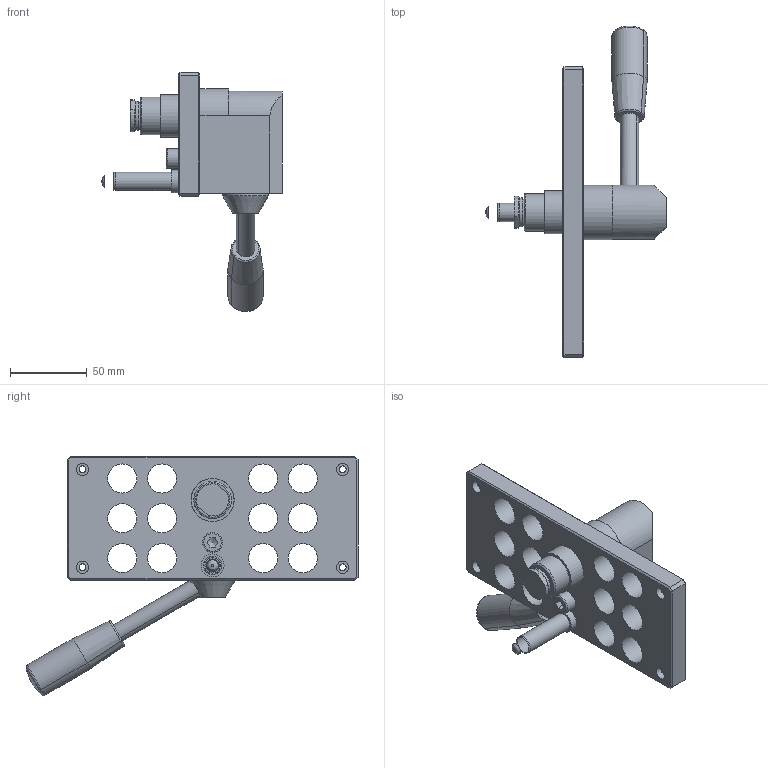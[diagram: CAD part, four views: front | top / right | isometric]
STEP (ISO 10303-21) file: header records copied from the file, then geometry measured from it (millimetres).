
FILE_DESCRIPTION(/* description */ (''),/* implementation_level */ '2;1');
FILE_NAME(/* name */ 'MKMH12.stp',/* time_stamp */ '2023-04-25T09:45:26+02:00',/* author */ ('meier'),/* organization */ (''),/* preprocessor_version */ 'ST-DEVELOPER v18.1',/* originating_system */ 'Autodesk Inventor 2022',/* authorisation */ '0 mm^3');
FILE_SCHEMA (('AUTOMOTIVE_DESIGN { 1 0 10303 214 3 1 1 }'));
Length unit declared in the file: millimetre
Products named in the file (1): LUE_00027283
Bounding box: 117.7 x 216.91 x 156.39 mm (x, y, z)
Volume: 341956.6 mm3; surface area: 68305.9 mm2
Topology: 1 solids, 6 shells, 525 faces, 1339 edges, 883 vertices
Faces by surface type: bspline 238, plane 213, cylinder 47, cone 14, torus 11, sphere 2
Full cylindrical faces by diameter (mm): 4.134 x2, 4.5 x4, 5 x1, 5.5 x1, 6.647 x1, 8 x6, 8.5 x1, 9 x1, 10 x1, 12 x1, 13 x1, 15 x1, 19 x13, 24.5 x1, 28 x1, 28.2 x1, 30 x1
Entity records: 18545 total; most frequent: CARTESIAN_POINT 6710, ORIENTED_EDGE 2668, DIRECTION 1554, EDGE_CURVE 1334, VERTEX_POINT 880, LINE 704, VECTOR 704, EDGE_LOOP 620
